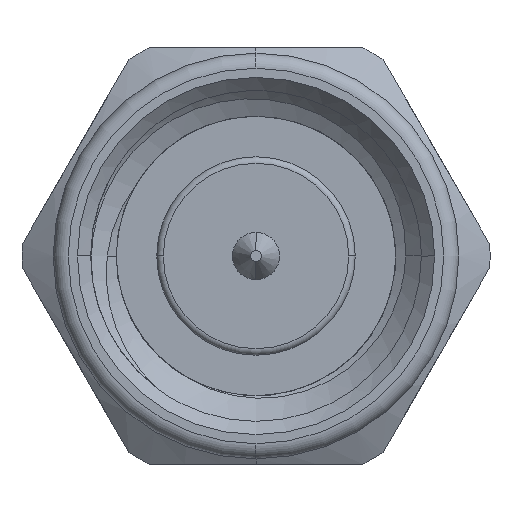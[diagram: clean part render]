
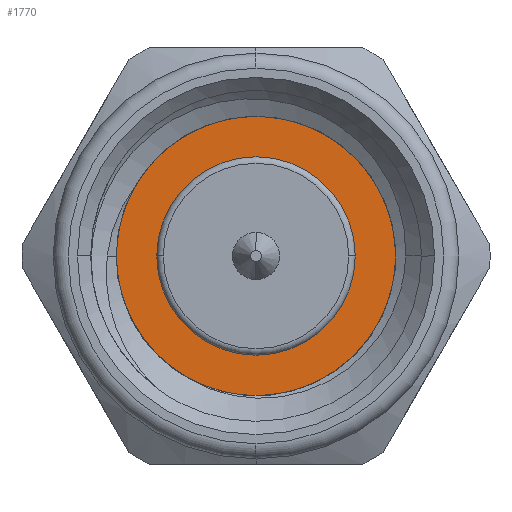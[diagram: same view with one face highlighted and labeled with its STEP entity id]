
A CAD part, left-side view. The second image highlights one B-rep face of the part: STEP entity #1770.
In plain terms, the highlighted planar face has unit normal (-1, 0, 0).
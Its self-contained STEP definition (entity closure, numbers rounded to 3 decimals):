
#30 = CARTESIAN_POINT ( 'NONE',  ( -1.937, -1.473, -2.713 ) ) ;
#69 = CARTESIAN_POINT ( 'NONE',  ( -1.937, -2.453, -1.676 ) ) ;
#136 = CARTESIAN_POINT ( 'NONE',  ( -1.937, 0.05, -3.202 ) ) ;
#145 = B_SPLINE_CURVE_WITH_KNOTS ( 'NONE', 3,
 ( #1084, #3625, #946, #6217, #5259, #6284, #2004, #5162, #6349, #1476, #2067, #5685, #2648, #3728, #3690, #436, #2549, #4131 ),
 .UNSPECIFIED., .F., .F.,
 ( 4, 2, 2, 2, 2, 2, 2, 2, 4 ),
 ( 0., 0.001, 0.001, 0.002, 0.003, 0.004, 0.004, 0.005, 0.006 ),
 .UNSPECIFIED. ) ;
#194 = PLANE ( 'NONE',  #5723 ) ;
#341 = DIRECTION ( 'NONE',  ( 1., 0., 0. ) ) ;
#428 = CARTESIAN_POINT ( 'NONE',  ( -1.937, -0.061, 2.689 ) ) ;
#436 = CARTESIAN_POINT ( 'NONE',  ( -1.937, 2.309, -2.139 ) ) ;
#549 = CARTESIAN_POINT ( 'NONE',  ( -1.937, -2.727, -1.009 ) ) ;
#580 = CARTESIAN_POINT ( 'NONE',  ( -1.937, -2.024, -2.253 ) ) ;
#706 = FACE_OUTER_BOUND ( 'NONE', #4899, .T. ) ;
#731 = CARTESIAN_POINT ( 'NONE',  ( -1.937, 1.289, 2.354 ) ) ;
#782 = EDGE_CURVE ( 'NONE', #1628, #2097, #6108, .T. ) ;
#938 = CARTESIAN_POINT ( 'NONE',  ( -1.937, 0.978, 2.524 ) ) ;
#946 = CARTESIAN_POINT ( 'NONE',  ( -1.937, 1.719, 2.134 ) ) ;
#974 = CARTESIAN_POINT ( 'NONE',  ( -1.937, -1.084, 2.462 ) ) ;
#1068 = CARTESIAN_POINT ( 'NONE',  ( -1.937, -2.799, 0.181 ) ) ;
#1084 = CARTESIAN_POINT ( 'NONE',  ( -1.937, 1.289, 2.354 ) ) ;
#1220 = CARTESIAN_POINT ( 'NONE',  ( -1.937, 1.272, -2.939 ) ) ;
#1476 = CARTESIAN_POINT ( 'NONE',  ( -1.937, 2.968, -0.113 ) ) ;
#1487 = CARTESIAN_POINT ( 'NONE',  ( -1.937, -1.905, 0. ) ) ;
#1522 = EDGE_CURVE ( 'NONE', #6728, #6149, #6063, .T. ) ;
#1628 = VERTEX_POINT ( 'NONE', #6389 ) ;
#1629 = CARTESIAN_POINT ( 'NONE',  ( -1.937, -2.83, -0.297 ) ) ;
#1770 = ADVANCED_FACE ( 'NONE', ( #706, #4337 ), #194, .F. ) ;
#1863 = DIRECTION ( 'NONE',  ( 1., 0., 0. ) ) ;
#1926 = CARTESIAN_POINT ( 'NONE',  ( -1.937, -0.922, 2.527 ) ) ;
#1997 = CARTESIAN_POINT ( 'NONE',  ( -1.937, -1.395, 2.3 ) ) ;
#2004 = CARTESIAN_POINT ( 'NONE',  ( -1.937, 2.668, 1.05 ) ) ;
#2067 = CARTESIAN_POINT ( 'NONE',  ( -1.937, 2.968, -0.353 ) ) ;
#2097 = VERTEX_POINT ( 'NONE', #4883 ) ;
#2452 = EDGE_LOOP ( 'NONE', ( #2934, #5273 ) ) ;
#2472 = CARTESIAN_POINT ( 'NONE',  ( -1.937, 3.175, 0. ) ) ;
#2503 = CARTESIAN_POINT ( 'NONE',  ( -1.937, -0.41, 2.658 ) ) ;
#2549 = CARTESIAN_POINT ( 'NONE',  ( -1.937, 2.152, -2.321 ) ) ;
#2598 = CARTESIAN_POINT ( 'NONE',  ( -1.937, -0.6, -3.108 ) ) ;
#2648 = CARTESIAN_POINT ( 'NONE',  ( -1.937, 2.856, -1.071 ) ) ;
#2696 = CARTESIAN_POINT ( 'NONE',  ( -1.937, -2.753, 0.415 ) ) ;
#2934 = ORIENTED_EDGE ( 'NONE', *, *, #5266, .T. ) ;
#2974 = CARTESIAN_POINT ( 'NONE',  ( -1.937, 0., 0. ) ) ;
#3033 = AXIS2_PLACEMENT_3D ( 'NONE', #2974, #341, #6653 ) ;
#3052 = CARTESIAN_POINT ( 'NONE',  ( -1.937, 1.905, 0. ) ) ;
#3106 = VERTEX_POINT ( 'NONE', #5358 ) ;
#3149 = CARTESIAN_POINT ( 'NONE',  ( -1.937, -0.363, -3.154 ) ) ;
#3250 = CARTESIAN_POINT ( 'NONE',  ( -1.937, -2.354, 1.289 ) ) ;
#3328 = CARTESIAN_POINT ( 'NONE',  ( -1.937, 1.649, -2.745 ) ) ;
#3625 = CARTESIAN_POINT ( 'NONE',  ( -1.937, 1.513, 2.258 ) ) ;
#3690 = CARTESIAN_POINT ( 'NONE',  ( -1.937, 2.577, -1.741 ) ) ;
#3728 = CARTESIAN_POINT ( 'NONE',  ( -1.937, 2.689, -1.522 ) ) ;
#3767 = EDGE_CURVE ( 'NONE', #6055, #2097, #145, .T. ) ;
#3933 = B_SPLINE_CURVE_WITH_KNOTS ( 'NONE', 3,
 ( #6143, #6179, #4160, #6703, #1997, #974, #1926, #5155, #2503, #428, #5087, #5609, #938, #4633 ),
 .UNSPECIFIED., .F., .F.,
 ( 4, 2, 2, 2, 2, 2, 4 ),
 ( 0., 0.001, 0.002, 0.002, 0.003, 0.003, 0.004 ),
 .UNSPECIFIED. ) ;
#4131 = CARTESIAN_POINT ( 'NONE',  ( -1.937, 1.974, -2.487 ) ) ;
#4135 = DIRECTION ( 'NONE',  ( 0., 1., 0. ) ) ;
#4160 = CARTESIAN_POINT ( 'NONE',  ( -1.937, -1.953, 1.874 ) ) ;
#4186 = CARTESIAN_POINT ( 'NONE',  ( -1.937, -0.828, -3.035 ) ) ;
#4203 = DIRECTION ( 'NONE',  ( 1., 0., 0. ) ) ;
#4287 = CARTESIAN_POINT ( 'NONE',  ( -1.937, -2.815, -0.54 ) ) ;
#4324 = EDGE_CURVE ( 'NONE', #1628, #3106, #5666, .T. ) ;
#4337 = FACE_BOUND ( 'NONE', #2452, .T. ) ;
#4514 = ORIENTED_EDGE ( 'NONE', *, *, #3767, .T. ) ;
#4566 = DIRECTION ( 'NONE',  ( 0., 1., 0. ) ) ;
#4633 = CARTESIAN_POINT ( 'NONE',  ( -1.937, 1.289, 2.354 ) ) ;
#4691 = CARTESIAN_POINT ( 'NONE',  ( -1.937, -1.263, -2.839 ) ) ;
#4841 = ORIENTED_EDGE ( 'NONE', *, *, #4324, .T. ) ;
#4862 = CARTESIAN_POINT ( 'NONE',  ( -1.937, -0.363, -3.154 ) ) ;
#4883 = CARTESIAN_POINT ( 'NONE',  ( -1.937, 1.974, -2.487 ) ) ;
#4899 = EDGE_LOOP ( 'NONE', ( #6003, #4841, #6367, #4514 ) ) ;
#5087 = CARTESIAN_POINT ( 'NONE',  ( -1.937, 0.114, 2.687 ) ) ;
#5155 = CARTESIAN_POINT ( 'NONE',  ( -1.937, -0.585, 2.625 ) ) ;
#5162 = CARTESIAN_POINT ( 'NONE',  ( -1.937, 2.846, 0.603 ) ) ;
#5177 = CARTESIAN_POINT ( 'NONE',  ( -1.937, 1.974, -2.487 ) ) ;
#5227 = CARTESIAN_POINT ( 'NONE',  ( -1.937, 0., 0. ) ) ;
#5259 = CARTESIAN_POINT ( 'NONE',  ( -1.937, 2.263, 1.653 ) ) ;
#5266 = EDGE_CURVE ( 'NONE', #6149, #6728, #5564, .T. ) ;
#5273 = ORIENTED_EDGE ( 'NONE', *, *, #1522, .T. ) ;
#5281 = CARTESIAN_POINT ( 'NONE',  ( -1.937, -2.327, -1.879 ) ) ;
#5312 = CARTESIAN_POINT ( 'NONE',  ( -1.937, -2.49, 1.088 ) ) ;
#5358 = CARTESIAN_POINT ( 'NONE',  ( -1.937, -2.354, 1.289 ) ) ;
#5564 = CIRCLE ( 'NONE', #3033, 1.905 ) ;
#5603 = EDGE_CURVE ( 'NONE', #3106, #6055, #3933, .T. ) ;
#5609 = CARTESIAN_POINT ( 'NONE',  ( -1.937, 0.642, 2.63 ) ) ;
#5610 = AXIS2_PLACEMENT_3D ( 'NONE', #5227, #4203, #4135 ) ;
#5666 = B_SPLINE_CURVE_WITH_KNOTS ( 'NONE', 3,
 ( #3149, #2598, #4186, #4691, #30, #6369, #580, #5281, #69, #5769, #549, #4287, #1629, #1068, #2696, #6825, #5312, #3250 ),
 .UNSPECIFIED., .F., .F.,
 ( 4, 2, 2, 2, 2, 2, 2, 2, 4 ),
 ( 0., 0.001, 0.001, 0.002, 0.003, 0.004, 0.004, 0.005, 0.006 ),
 .UNSPECIFIED. ) ;
#5685 = CARTESIAN_POINT ( 'NONE',  ( -1.937, 2.912, -0.835 ) ) ;
#5723 = AXIS2_PLACEMENT_3D ( 'NONE', #2472, #1863, #4566 ) ;
#5769 = CARTESIAN_POINT ( 'NONE',  ( -1.937, -2.653, -1.242 ) ) ;
#5950 = CARTESIAN_POINT ( 'NONE',  ( -1.937, 0.473, -3.167 ) ) ;
#6003 = ORIENTED_EDGE ( 'NONE', *, *, #782, .F. ) ;
#6055 = VERTEX_POINT ( 'NONE', #731 ) ;
#6063 = CIRCLE ( 'NONE', #5610, 1.905 ) ;
#6108 = B_SPLINE_CURVE_WITH_KNOTS ( 'NONE', 3,
 ( #4862, #136, #5950, #1220, #3328, #5177 ),
 .UNSPECIFIED., .F., .F.,
 ( 4, 2, 4 ),
 ( 0.732, 0.794, 0.857 ),
 .UNSPECIFIED. ) ;
#6143 = CARTESIAN_POINT ( 'NONE',  ( -1.937, -2.354, 1.289 ) ) ;
#6149 = VERTEX_POINT ( 'NONE', #3052 ) ;
#6179 = CARTESIAN_POINT ( 'NONE',  ( -1.937, -2.184, 1.6 ) ) ;
#6217 = CARTESIAN_POINT ( 'NONE',  ( -1.937, 2.094, 1.83 ) ) ;
#6284 = CARTESIAN_POINT ( 'NONE',  ( -1.937, 2.549, 1.265 ) ) ;
#6349 = CARTESIAN_POINT ( 'NONE',  ( -1.937, 2.908, 0.367 ) ) ;
#6367 = ORIENTED_EDGE ( 'NONE', *, *, #5603, .T. ) ;
#6369 = CARTESIAN_POINT ( 'NONE',  ( -1.937, -1.851, -2.421 ) ) ;
#6389 = CARTESIAN_POINT ( 'NONE',  ( -1.937, -0.363, -3.154 ) ) ;
#6653 = DIRECTION ( 'NONE',  ( 0., 1., 0. ) ) ;
#6703 = CARTESIAN_POINT ( 'NONE',  ( -1.937, -1.544, 2.202 ) ) ;
#6728 = VERTEX_POINT ( 'NONE', #1487 ) ;
#6825 = CARTESIAN_POINT ( 'NONE',  ( -1.937, -2.598, 0.872 ) ) ;
